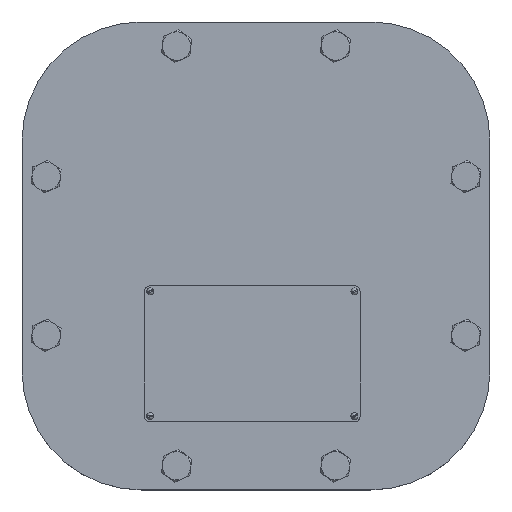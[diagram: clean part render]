
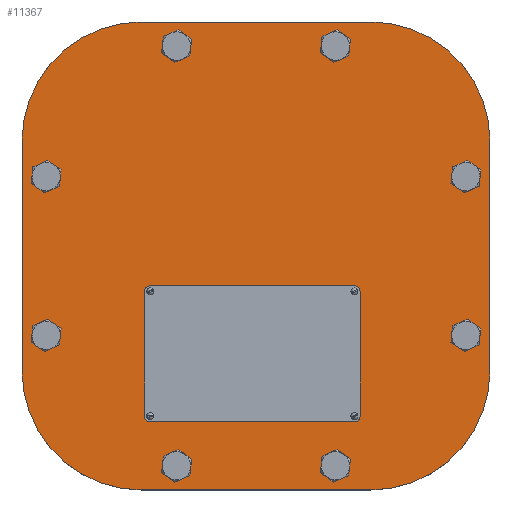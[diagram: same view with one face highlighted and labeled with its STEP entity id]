
A CAD part, top view. The second image highlights one B-rep face of the part: STEP entity #11367.
In plain terms, the highlighted planar face has unit normal (0, 0, 1).
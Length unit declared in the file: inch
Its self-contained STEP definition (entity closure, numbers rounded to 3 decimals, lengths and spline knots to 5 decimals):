
#1975=LINE('',#21669,#2779);
#1980=LINE('',#21679,#2784);
#2026=LINE('',#21861,#2830);
#2029=LINE('',#21871,#2833);
#2779=VECTOR('',#14601,0.3937);
#2784=VECTOR('',#14608,0.3937);
#2830=VECTOR('',#14816,0.3937);
#2833=VECTOR('',#14829,0.3937);
#3154=PLANE('',#12449);
#3354=FACE_BOUND('',#4773,.T.);
#3355=FACE_BOUND('',#4774,.T.);
#3356=FACE_BOUND('',#4775,.T.);
#3357=FACE_BOUND('',#4776,.T.);
#3358=FACE_BOUND('',#4777,.T.);
#3359=FACE_BOUND('',#4778,.T.);
#3360=FACE_BOUND('',#4779,.T.);
#3361=FACE_BOUND('',#4780,.T.);
#3962=FACE_OUTER_BOUND('',#4772,.T.);
#4772=EDGE_LOOP('',(#10316,#10317,#10318,#10319,#10320,#10321,#10322,#10323));
#4773=EDGE_LOOP('',(#10324));
#4774=EDGE_LOOP('',(#10325));
#4775=EDGE_LOOP('',(#10326));
#4776=EDGE_LOOP('',(#10327));
#4777=EDGE_LOOP('',(#10328));
#4778=EDGE_LOOP('',(#10329));
#4779=EDGE_LOOP('',(#10330));
#4780=EDGE_LOOP('',(#10331));
#5134=CIRCLE('',#12328,0.23438);
#5136=CIRCLE('',#12331,0.23438);
#5138=CIRCLE('',#12334,0.23438);
#5140=CIRCLE('',#12337,0.23438);
#5142=CIRCLE('',#12340,0.23438);
#5144=CIRCLE('',#12343,0.23438);
#5146=CIRCLE('',#12346,0.23438);
#5148=CIRCLE('',#12349,0.23438);
#5198=CIRCLE('',#12440,2.625);
#5199=CIRCLE('',#12443,2.625);
#5200=CIRCLE('',#12445,2.625);
#5201=CIRCLE('',#12448,2.625);
#6028=VERTEX_POINT('',#21602);
#6030=VERTEX_POINT('',#21607);
#6032=VERTEX_POINT('',#21612);
#6034=VERTEX_POINT('',#21617);
#6036=VERTEX_POINT('',#21622);
#6038=VERTEX_POINT('',#21627);
#6040=VERTEX_POINT('',#21632);
#6042=VERTEX_POINT('',#21637);
#6053=VERTEX_POINT('',#21666);
#6054=VERTEX_POINT('',#21668);
#6057=VERTEX_POINT('',#21676);
#6058=VERTEX_POINT('',#21678);
#6112=VERTEX_POINT('',#21856);
#6113=VERTEX_POINT('',#21860);
#6114=VERTEX_POINT('',#21866);
#6115=VERTEX_POINT('',#21870);
#7418=EDGE_CURVE('',#6028,#6028,#5134,.T.);
#7420=EDGE_CURVE('',#6030,#6030,#5136,.T.);
#7422=EDGE_CURVE('',#6032,#6032,#5138,.T.);
#7424=EDGE_CURVE('',#6034,#6034,#5140,.T.);
#7426=EDGE_CURVE('',#6036,#6036,#5142,.T.);
#7428=EDGE_CURVE('',#6038,#6038,#5144,.T.);
#7430=EDGE_CURVE('',#6040,#6040,#5146,.T.);
#7432=EDGE_CURVE('',#6042,#6042,#5148,.T.);
#7446=EDGE_CURVE('',#6054,#6053,#1975,.T.);
#7451=EDGE_CURVE('',#6058,#6057,#1980,.T.);
#7540=EDGE_CURVE('',#6112,#6058,#5198,.T.);
#7542=EDGE_CURVE('',#6113,#6112,#2026,.T.);
#7544=EDGE_CURVE('',#6053,#6113,#5199,.T.);
#7545=EDGE_CURVE('',#6114,#6054,#5200,.T.);
#7547=EDGE_CURVE('',#6115,#6114,#2029,.T.);
#7549=EDGE_CURVE('',#6057,#6115,#5201,.T.);
#10316=ORIENTED_EDGE('',*,*,#7451,.T.);
#10317=ORIENTED_EDGE('',*,*,#7549,.T.);
#10318=ORIENTED_EDGE('',*,*,#7547,.T.);
#10319=ORIENTED_EDGE('',*,*,#7545,.T.);
#10320=ORIENTED_EDGE('',*,*,#7446,.T.);
#10321=ORIENTED_EDGE('',*,*,#7544,.T.);
#10322=ORIENTED_EDGE('',*,*,#7542,.T.);
#10323=ORIENTED_EDGE('',*,*,#7540,.T.);
#10324=ORIENTED_EDGE('',*,*,#7418,.T.);
#10325=ORIENTED_EDGE('',*,*,#7420,.T.);
#10326=ORIENTED_EDGE('',*,*,#7422,.T.);
#10327=ORIENTED_EDGE('',*,*,#7424,.T.);
#10328=ORIENTED_EDGE('',*,*,#7426,.T.);
#10329=ORIENTED_EDGE('',*,*,#7428,.T.);
#10330=ORIENTED_EDGE('',*,*,#7430,.T.);
#10331=ORIENTED_EDGE('',*,*,#7432,.T.);
#11367=ADVANCED_FACE('',(#3962,#3354,#3355,#3356,#3357,#3358,#3359,#3360,
#3361),#3154,.T.);
#12328=AXIS2_PLACEMENT_3D('',#21603,#14529,#14530);
#12331=AXIS2_PLACEMENT_3D('',#21608,#14535,#14536);
#12334=AXIS2_PLACEMENT_3D('',#21613,#14541,#14542);
#12337=AXIS2_PLACEMENT_3D('',#21618,#14547,#14548);
#12340=AXIS2_PLACEMENT_3D('',#21623,#14553,#14554);
#12343=AXIS2_PLACEMENT_3D('',#21628,#14559,#14560);
#12346=AXIS2_PLACEMENT_3D('',#21633,#14565,#14566);
#12349=AXIS2_PLACEMENT_3D('',#21638,#14571,#14572);
#12440=AXIS2_PLACEMENT_3D('',#21857,#14811,#14812);
#12443=AXIS2_PLACEMENT_3D('',#21864,#14820,#14821);
#12445=AXIS2_PLACEMENT_3D('',#21867,#14824,#14825);
#12448=AXIS2_PLACEMENT_3D('',#21874,#14833,#14834);
#12449=AXIS2_PLACEMENT_3D('',#21875,#14835,#14836);
#14529=DIRECTION('center_axis',(0.,0.,-1.));
#14530=DIRECTION('ref_axis',(-1.,0.,0.));
#14535=DIRECTION('center_axis',(0.,0.,-1.));
#14536=DIRECTION('ref_axis',(-1.,0.,0.));
#14541=DIRECTION('center_axis',(0.,0.,-1.));
#14542=DIRECTION('ref_axis',(-1.,0.,0.));
#14547=DIRECTION('center_axis',(0.,0.,-1.));
#14548=DIRECTION('ref_axis',(-1.,0.,0.));
#14553=DIRECTION('center_axis',(0.,0.,-1.));
#14554=DIRECTION('ref_axis',(-1.,0.,0.));
#14559=DIRECTION('center_axis',(0.,0.,-1.));
#14560=DIRECTION('ref_axis',(-1.,0.,0.));
#14565=DIRECTION('center_axis',(0.,0.,-1.));
#14566=DIRECTION('ref_axis',(-1.,0.,0.));
#14571=DIRECTION('center_axis',(0.,0.,-1.));
#14572=DIRECTION('ref_axis',(-1.,0.,0.));
#14601=DIRECTION('',(0.,1.,0.));
#14608=DIRECTION('',(0.,-1.,0.));
#14811=DIRECTION('center_axis',(0.,0.,1.));
#14812=DIRECTION('ref_axis',(0.,1.,0.));
#14816=DIRECTION('',(-1.,0.,0.));
#14820=DIRECTION('center_axis',(0.,0.,1.));
#14821=DIRECTION('ref_axis',(1.,0.,0.));
#14824=DIRECTION('center_axis',(0.,0.,1.));
#14825=DIRECTION('ref_axis',(0.,-1.,0.));
#14829=DIRECTION('',(1.,0.,0.));
#14833=DIRECTION('center_axis',(0.,0.,1.));
#14834=DIRECTION('ref_axis',(-1.,0.,0.));
#14835=DIRECTION('center_axis',(0.,0.,1.));
#14836=DIRECTION('ref_axis',(1.,0.,0.));
#21602=CARTESIAN_POINT('',(-1.51563,-4.625,0.625));
#21603=CARTESIAN_POINT('Origin',(-1.75,-4.625,0.625));
#21607=CARTESIAN_POINT('',(1.98438,-4.625,0.625));
#21608=CARTESIAN_POINT('Origin',(1.75,-4.625,0.625));
#21612=CARTESIAN_POINT('',(-4.39063,1.75,0.625));
#21613=CARTESIAN_POINT('Origin',(-4.625,1.75,0.625));
#21617=CARTESIAN_POINT('',(4.85938,1.75,0.625));
#21618=CARTESIAN_POINT('Origin',(4.625,1.75,0.625));
#21622=CARTESIAN_POINT('',(1.98438,4.625,0.625));
#21623=CARTESIAN_POINT('Origin',(1.75,4.625,0.625));
#21627=CARTESIAN_POINT('',(-1.51563,4.625,0.625));
#21628=CARTESIAN_POINT('Origin',(-1.75,4.625,0.625));
#21632=CARTESIAN_POINT('',(4.85938,-1.75,0.625));
#21633=CARTESIAN_POINT('Origin',(4.625,-1.75,0.625));
#21637=CARTESIAN_POINT('',(-4.39063,-1.75,0.625));
#21638=CARTESIAN_POINT('Origin',(-4.625,-1.75,0.625));
#21666=CARTESIAN_POINT('',(5.15625,2.53125,0.625));
#21668=CARTESIAN_POINT('',(5.15625,-2.53125,0.625));
#21669=CARTESIAN_POINT('',(5.15625,-2.53125,0.625));
#21676=CARTESIAN_POINT('',(-5.15625,-2.53125,0.625));
#21678=CARTESIAN_POINT('',(-5.15625,2.53125,0.625));
#21679=CARTESIAN_POINT('',(-5.15625,2.53125,0.625));
#21856=CARTESIAN_POINT('',(-2.53125,5.15625,0.625));
#21857=CARTESIAN_POINT('Origin',(-2.53125,2.53125,0.625));
#21860=CARTESIAN_POINT('',(2.53125,5.15625,0.625));
#21861=CARTESIAN_POINT('',(2.53125,5.15625,0.625));
#21864=CARTESIAN_POINT('Origin',(2.53125,2.53125,0.625));
#21866=CARTESIAN_POINT('',(2.53125,-5.15625,0.625));
#21867=CARTESIAN_POINT('Origin',(2.53125,-2.53125,0.625));
#21870=CARTESIAN_POINT('',(-2.53125,-5.15625,0.625));
#21871=CARTESIAN_POINT('',(-2.53125,-5.15625,0.625));
#21874=CARTESIAN_POINT('Origin',(-2.53125,-2.53125,0.625));
#21875=CARTESIAN_POINT('Origin',(0.,0.,
0.625));
